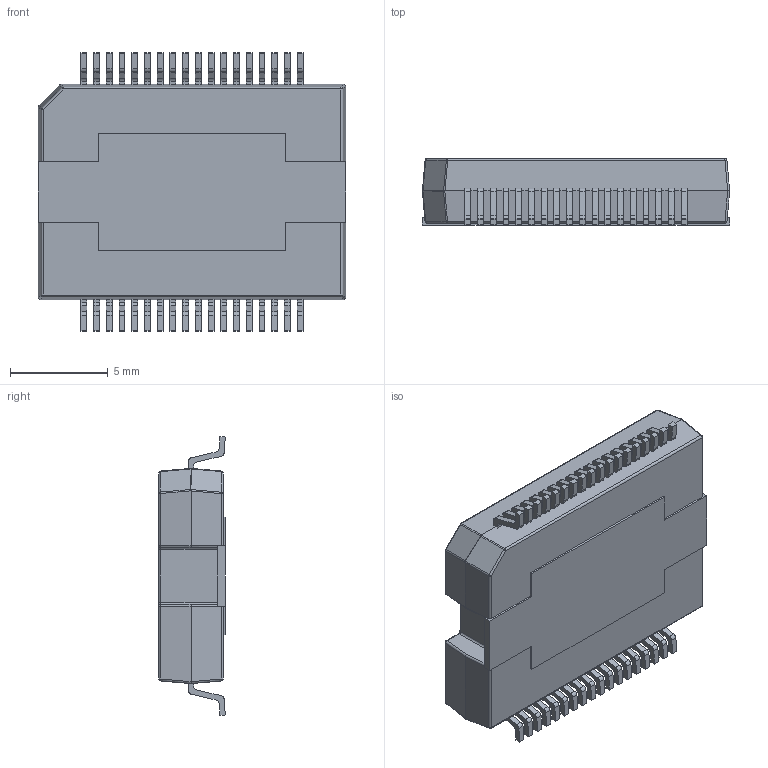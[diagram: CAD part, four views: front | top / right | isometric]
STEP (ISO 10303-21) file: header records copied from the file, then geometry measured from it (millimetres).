
FILE_DESCRIPTION (( 'STEP AP214' ), '1' );
FILE_NAME ('POWERSO36.STEP', '2016-01-10T20:46:36', ( '' ), ( '' ), 'SwSTEP 2.0', 'SolidWorks 2015', '' );
FILE_SCHEMA (( 'AUTOMOTIVE_DESIGN' ));
Length unit declared in the file: millimetre
Products named in the file (1): POWERSO36
Bounding box: 15.7 x 3.4 x 14.24 mm (x, y, z)
Volume: 551.7 mm3; surface area: 632.6 mm2
Topology: 1 solids, 1 shells, 574 faces, 1658 edges, 1072 vertices
Faces by surface type: plane 362, cylinder 190, sphere 18, torus 4
Entity records: 23965 total; most frequent: CARTESIAN_POINT 3336, ORIENTED_EDGE 3288, DIRECTION 3145, EDGE_CURVE 1644, VECTOR 1263, LINE 1263, VERTEX_POINT 1072, AXIS2_PLACEMENT_3D 941
